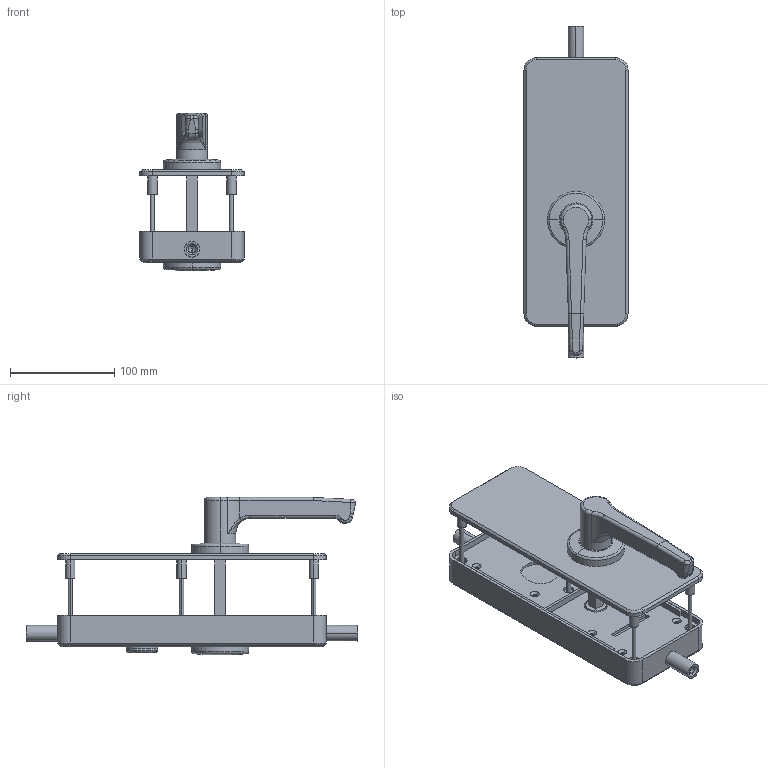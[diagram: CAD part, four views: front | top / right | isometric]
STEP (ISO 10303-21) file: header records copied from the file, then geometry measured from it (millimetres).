
FILE_DESCRIPTION (( 'STEP AP203' ), '1' );
FILE_NAME ('A-375-2B-XN-R.STEP', '2021-08-17T23:29:02', ( '' ), ( '' ), 'SwSTEP 2.0', 'SolidWorks 2018', '' );
FILE_SCHEMA (( 'CONFIG_CONTROL_DESIGN' ));
Length unit declared in the file: millimetre
Products named in the file (23): A-375-2B-XN-R_ケース中パネル_; A-375-2B-XN-R_スライダー下ブロック_; A-375-2B-XN-R_スライダースプリング軸_; A-375-2B-XN-R_角芯ハブ_; A-375-2B-XN-R_スライダー上プレート__6-2; A-375-2B-XN-R_ピン__スライダーカシメピン; A-375-2B-XN-R_ハンドル_; A-375-2B-XN-R_ケース_; A-375-2B-XN-R_スライダー上ブロック_; A-375-2B-XN-R_サムターン穴カバー_; A-375-2B-XN-R_スライダー上プレート__6-1; A-375-2B-XN-R_スライダー下プレート__7-2; A-375-2B-XN-R; A-375-2B-XN-R_スライダー上_; A-375-2B-XN-R_ケース側_; A-375-2B-XN-R_ハンドル穴カバー_; A-375-2B-XN-R_スライダー下_; A-375-2B-XN-R_スライダー下プレート__7-1; A-375-2B-XN-R_十字穴付皿小ねじ_内径基準ver1.03_M5x70十字穴付皿小ねじ(鉄); A-375-2B-XN-R_表面パネル側_; A-375-2B-XN-R_連結角棒_; A-375-2B-XN-R_表面パネル_
Assembly tree (32 placements, depth 4):
  A-375-2B-XN-R
    A-375-2B-XN-R_表面パネル側_
      A-375-2B-XN-R_表面パネル_
      A-375-2B-XN-R_ハンドル_
    A-375-2B-XN-R_ケース側_
      A-375-2B-XN-R_ケース_
      A-375-2B-XN-R_角芯ハブ_
        A-375-2B-XN-R_角芯ハブ_
      A-375-2B-XN-R_スライダー上_
        A-375-2B-XN-R_スライダー上ブロック_
        A-375-2B-XN-R_スライダー上プレート__6-1
        A-375-2B-XN-R_スライダー上プレート__6-2
        A-375-2B-XN-R_スライダースプリング軸_
        A-375-2B-XN-R_ピン__スライダーカシメピン  x3
      A-375-2B-XN-R_スライダー下_
        A-375-2B-XN-R_スライダー下ブロック_
        A-375-2B-XN-R_スライダー下プレート__7-1
        A-375-2B-XN-R_スライダー下プレート__7-2
        A-375-2B-XN-R_ピン__スライダーカシメピン  x2
        A-375-2B-XN-R_スライダースプリング軸_  x2
      A-375-2B-XN-R_ケース中パネル_
      A-375-2B-XN-R_十字穴付皿小ねじ_内径基準ver1.03_M5x70十字穴付皿小ねじ(鉄)  x5
      A-375-2B-XN-R_サムターン穴カバー_
      A-375-2B-XN-R_ハンドル穴カバー_
    A-375-2B-XN-R_連結角棒_
Bounding box: 100 x 319 x 151 mm (x, y, z)
Volume: 563279.3 mm3; surface area: 290181.4 mm2
Topology: 27 solids, 27 shells, 893 faces, 2196 edges, 1400 vertices
Faces by surface type: plane 394, cylinder 350, cone 112, torus 26, bspline 11
Entity records: 25015 total; most frequent: CARTESIAN_POINT 4599, DIRECTION 3931, ORIENTED_EDGE 3512, EDGE_CURVE 1756, AXIS2_PLACEMENT_3D 1477, VERTEX_POINT 1120, LINE 977, VECTOR 977
